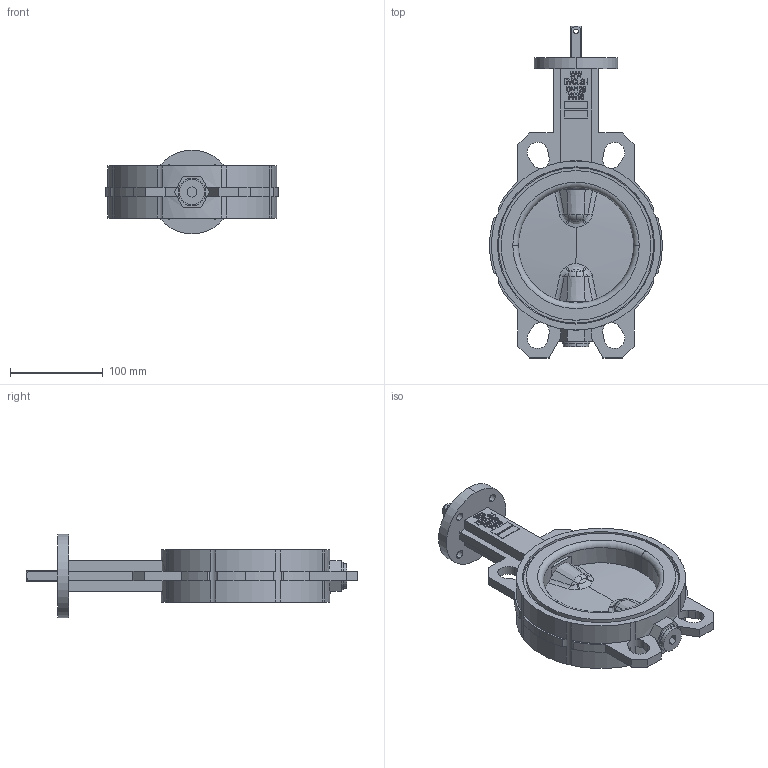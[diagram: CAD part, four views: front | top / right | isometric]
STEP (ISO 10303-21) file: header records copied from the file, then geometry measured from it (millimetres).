
FILE_DESCRIPTION (( 'STEP AP214' ), '1' );
FILE_NAME ('EVCLS-i DN125 PN16 F07-L12.STEP', '2024-04-24T13:55:34', ( '' ), ( '' ), 'SwSTEP 2.0', 'SolidWorks 2015', '' );
FILE_SCHEMA (( 'AUTOMOTIVE_DESIGN' ));
Length unit declared in the file: millimetre
Products named in the file (1): EVCLS-i DN125 PN16 F07-L12
Bounding box: 186 x 357 x 90 mm (x, y, z)
Volume: 1174935.1 mm3; surface area: 161207.2 mm2
Topology: 1 solids, 2 shells, 492 faces, 1322 edges, 863 vertices
Faces by surface type: plane 253, bspline 98, cylinder 96, torus 28, cone 13, sphere 4
Entity records: 24872 total; most frequent: CARTESIAN_POINT 8544, ORIENTED_EDGE 2644, DIRECTION 2185, EDGE_CURVE 1322, VERTEX_POINT 863, LINE 767, VECTOR 767, AXIS2_PLACEMENT_3D 709
